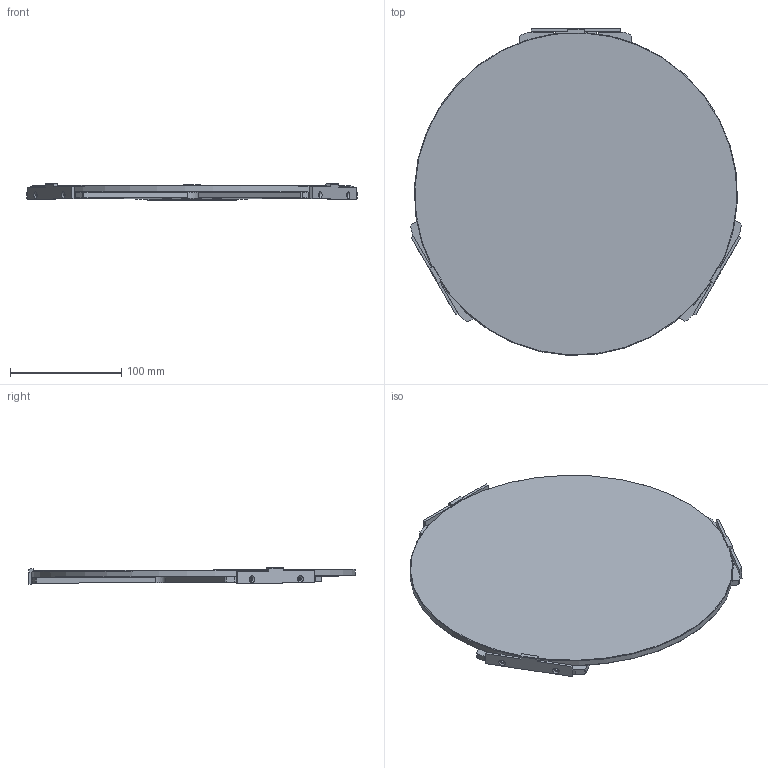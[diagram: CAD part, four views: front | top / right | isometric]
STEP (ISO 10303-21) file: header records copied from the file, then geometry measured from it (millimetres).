
FILE_DESCRIPTION(('FreeCAD Model'),'2;1');
FILE_NAME( 'Mirror_Assembly_M9_B.stp' ,'2020-08-26T15:20:55',('Author'),(''), 'Open CASCADE STEP processor 7.4','FreeCAD','Unknown');
FILE_SCHEMA(('AUTOMOTIVE_DESIGN { 1 0 10303 214 1 1 1 1 }'));
Length unit declared in the file: millimetre
Products named in the file (6): Mirror_Assembly_M9_B_with_mount; Adaptor_Back_Plate_M9_ConceptB; Clamp_M9_C; Dowel_pin003; Mirror_OD290_t6mm; Clamp_M9_C_low001
Assembly tree (9 placements, depth 2):
  Mirror_Assembly_M9_B_with_mount
    Adaptor_Back_Plate_M9_ConceptB
    Clamp_M9_C
    Dowel_pin003  x4
    Mirror_OD290_t6mm
    Clamp_M9_C_low001  x2
Bounding box: 296.7 x 293.15 x 15.05 mm (x, y, z)
Volume: 599080 mm3; surface area: 229693.4 mm2
Topology: 9 solids, 9 shells, 152 faces, 417 edges, 284 vertices
Faces by surface type: plane 81, cylinder 44, cone 27
Full cylindrical faces by diameter (mm): 2.459 x6, 2.98 x4, 3 x8, 3.1 x4, 3.2 x6, 6 x2, 290 x1
Entity records: 9052 total; most frequent: CARTESIAN_POINT 1983, DIRECTION 1341, LINE 768, VECTOR 768, ORIENTED_EDGE 684, PCURVE 684, DEFINITIONAL_REPRESENTATION 684, EDGE_CURVE 342
